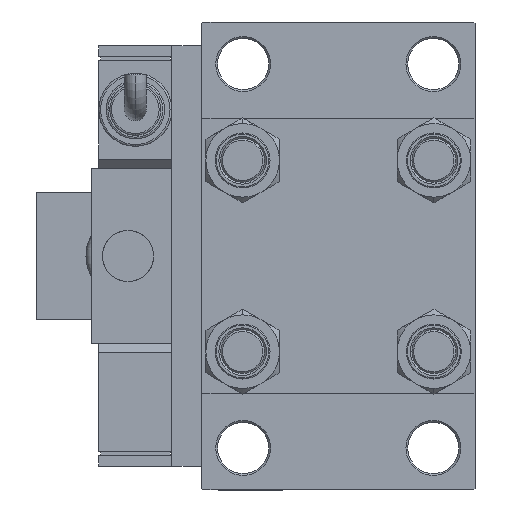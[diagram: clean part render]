
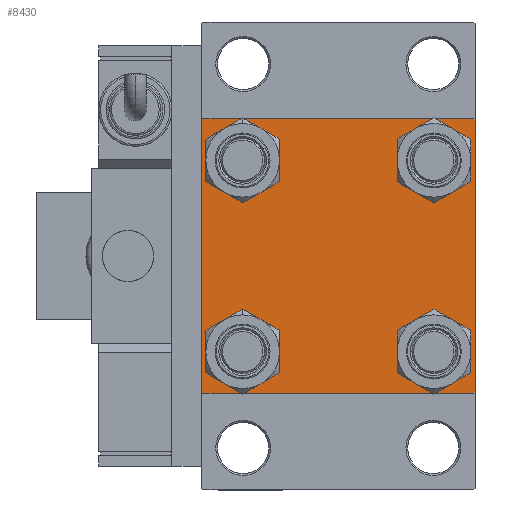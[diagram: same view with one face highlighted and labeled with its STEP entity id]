
A CAD part, left-side view. The second image highlights one B-rep face of the part: STEP entity #8430.
In plain terms, the highlighted planar face has unit normal (-1, 0, 0).
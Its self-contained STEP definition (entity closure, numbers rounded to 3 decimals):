
#722 = VERTEX_POINT ( 'NONE', #23062 ) ;
#2101 = FACE_BOUND ( 'NONE', #32243, .T. ) ;
#2302 = DIRECTION ( 'NONE',  ( 1., 0., 0. ) ) ;
#2354 = CIRCLE ( 'NONE', #18575, 6.5 ) ;
#2548 = LINE ( 'NONE', #10189, #46520 ) ;
#3079 = CARTESIAN_POINT ( 'NONE',  ( 0., -37.5, -37. ) ) ;
#3270 = EDGE_CURVE ( 'NONE', #45052, #42124, #5911, .T. ) ;
#3525 = VERTEX_POINT ( 'NONE', #22239 ) ;
#3678 = DIRECTION ( 'NONE',  ( 0., 0., 1. ) ) ;
#5667 = CARTESIAN_POINT ( 'NONE',  ( 0., 26.15, -32.65 ) ) ;
#5911 = LINE ( 'NONE', #40330, #25512 ) ;
#5958 = CARTESIAN_POINT ( 'NONE',  ( 0., 26.15, -19.65 ) ) ;
#5994 = CARTESIAN_POINT ( 'NONE',  ( 0., -37.5, 37.5 ) ) ;
#6279 = DIRECTION ( 'NONE',  ( 0., -0.707, -0.707 ) ) ;
#6601 = PLANE ( 'NONE',  #17516 ) ;
#6687 = LINE ( 'NONE', #45888, #46277 ) ;
#8430 = ADVANCED_FACE ( 'NONE', ( #2101, #53160, #53437, #31217, #45245 ), #6601, .T. ) ;
#8837 = ORIENTED_EDGE ( 'NONE', *, *, #27370, .T. ) ;
#8909 = VERTEX_POINT ( 'NONE', #3079 ) ;
#9599 = CARTESIAN_POINT ( 'NONE',  ( 0., 26.15, 19.65 ) ) ;
#9881 = VECTOR ( 'NONE', #37529, 1000. ) ;
#10189 = CARTESIAN_POINT ( 'NONE',  ( 0., 37.5, 37.5 ) ) ;
#11098 = DIRECTION ( 'NONE',  ( 1., 0., 0. ) ) ;
#11655 = CARTESIAN_POINT ( 'NONE',  ( 0., 26.15, -26.15 ) ) ;
#11805 = ORIENTED_EDGE ( 'NONE', *, *, #12389, .T. ) ;
#11872 = DIRECTION ( 'NONE',  ( 0., 0., 1. ) ) ;
#12159 = DIRECTION ( 'NONE',  ( 1., 0., 0. ) ) ;
#12389 = EDGE_CURVE ( 'NONE', #35932, #16703, #2354, .T. ) ;
#12540 = LINE ( 'NONE', #33999, #18449 ) ;
#12661 = ORIENTED_EDGE ( 'NONE', *, *, #52685, .F. ) ;
#13287 = AXIS2_PLACEMENT_3D ( 'NONE', #23948, #41132, #49314 ) ;
#13603 = AXIS2_PLACEMENT_3D ( 'NONE', #25152, #12159, #3678 ) ;
#13992 = DIRECTION ( 'NONE',  ( 0., 0., 1. ) ) ;
#14038 = CARTESIAN_POINT ( 'NONE',  ( 0., 37.5, -37.5 ) ) ;
#14198 = LINE ( 'NONE', #5994, #54746 ) ;
#14260 = CARTESIAN_POINT ( 'NONE',  ( 0., 0., 0. ) ) ;
#14477 = DIRECTION ( 'NONE',  ( 0., 0., 1. ) ) ;
#14759 = DIRECTION ( 'NONE',  ( 0., 0., -1. ) ) ;
#14867 = ORIENTED_EDGE ( 'NONE', *, *, #45212, .T. ) ;
#15043 = LINE ( 'NONE', #53661, #22468 ) ;
#16179 = DIRECTION ( 'NONE',  ( 0., 0., 1. ) ) ;
#16703 = VERTEX_POINT ( 'NONE', #5667 ) ;
#16995 = CARTESIAN_POINT ( 'NONE',  ( 0., -26.15, 19.65 ) ) ;
#17163 = ORIENTED_EDGE ( 'NONE', *, *, #28532, .T. ) ;
#17516 = AXIS2_PLACEMENT_3D ( 'NONE', #14260, #23845, #31491 ) ;
#18015 = ORIENTED_EDGE ( 'NONE', *, *, #54453, .T. ) ;
#18449 = VECTOR ( 'NONE', #50886, 1000. ) ;
#18575 = AXIS2_PLACEMENT_3D ( 'NONE', #11655, #11098, #16179 ) ;
#18780 = DIRECTION ( 'NONE',  ( 1., 0., 0. ) ) ;
#18811 = EDGE_CURVE ( 'NONE', #3525, #30277, #37564, .T. ) ;
#19746 = ORIENTED_EDGE ( 'NONE', *, *, #47071, .T. ) ;
#19783 = DIRECTION ( 'NONE',  ( 0., -1., 0. ) ) ;
#20033 = CARTESIAN_POINT ( 'NONE',  ( 0., 37.5, 37. ) ) ;
#20327 = CARTESIAN_POINT ( 'NONE',  ( 0., 37.5, 37.5 ) ) ;
#20435 = ORIENTED_EDGE ( 'NONE', *, *, #24565, .T. ) ;
#20460 = AXIS2_PLACEMENT_3D ( 'NONE', #53909, #2302, #54183 ) ;
#20798 = EDGE_CURVE ( 'NONE', #23397, #8909, #14198, .T. ) ;
#20970 = CARTESIAN_POINT ( 'NONE',  ( 0., -37.5, 37. ) ) ;
#21360 = CARTESIAN_POINT ( 'NONE',  ( 0., 37., 37.5 ) ) ;
#22239 = CARTESIAN_POINT ( 'NONE',  ( 0., -26.15, 32.65 ) ) ;
#22296 = ORIENTED_EDGE ( 'NONE', *, *, #46625, .T. ) ;
#22468 = VECTOR ( 'NONE', #6279, 1000. ) ;
#23062 = CARTESIAN_POINT ( 'NONE',  ( 0., 26.15, 32.65 ) ) ;
#23066 = LINE ( 'NONE', #14038, #53888 ) ;
#23397 = VERTEX_POINT ( 'NONE', #20970 ) ;
#23625 = EDGE_LOOP ( 'NONE', ( #14867, #20435 ) ) ;
#23845 = DIRECTION ( 'NONE',  ( -1., 0., 0. ) ) ;
#23948 = CARTESIAN_POINT ( 'NONE',  ( 0., 26.15, -26.15 ) ) ;
#24565 = EDGE_CURVE ( 'NONE', #40321, #50982, #49335, .T. ) ;
#24567 = LINE ( 'NONE', #20327, #9881 ) ;
#25058 = ORIENTED_EDGE ( 'NONE', *, *, #20798, .F. ) ;
#25074 = EDGE_CURVE ( 'NONE', #53596, #39829, #23066, .T. ) ;
#25152 = CARTESIAN_POINT ( 'NONE',  ( 0., -26.15, 26.15 ) ) ;
#25512 = VECTOR ( 'NONE', #43732, 1000. ) ;
#26780 = VERTEX_POINT ( 'NONE', #9599 ) ;
#26927 = CARTESIAN_POINT ( 'NONE',  ( 0., 37.5, -37. ) ) ;
#27236 = ORIENTED_EDGE ( 'NONE', *, *, #49805, .T. ) ;
#27313 = DIRECTION ( 'NONE',  ( 0., -1., 0. ) ) ;
#27318 = EDGE_CURVE ( 'NONE', #52763, #53596, #15043, .T. ) ;
#27370 = EDGE_CURVE ( 'NONE', #722, #26780, #49492, .T. ) ;
#28179 = CARTESIAN_POINT ( 'NONE',  ( 0., 37., -37.5 ) ) ;
#28532 = EDGE_CURVE ( 'NONE', #42124, #52763, #24567, .T. ) ;
#29479 = ORIENTED_EDGE ( 'NONE', *, *, #32452, .T. ) ;
#30081 = CIRCLE ( 'NONE', #32001, 6.5 ) ;
#30277 = VERTEX_POINT ( 'NONE', #16995 ) ;
#31217 = FACE_BOUND ( 'NONE', #37712, .T. ) ;
#31491 = DIRECTION ( 'NONE',  ( 0., 0., 1. ) ) ;
#32001 = AXIS2_PLACEMENT_3D ( 'NONE', #40987, #41817, #32276 ) ;
#32243 = EDGE_LOOP ( 'NONE', ( #43388, #29479 ) ) ;
#32276 = DIRECTION ( 'NONE',  ( 0., 0., 1. ) ) ;
#32452 = EDGE_CURVE ( 'NONE', #30277, #3525, #37901, .T. ) ;
#33332 = CARTESIAN_POINT ( 'NONE',  ( 0., -26.15, -26.15 ) ) ;
#33384 = EDGE_LOOP ( 'NONE', ( #11805, #18015 ) ) ;
#33999 = CARTESIAN_POINT ( 'NONE',  ( 0., -37.25, 37.25 ) ) ;
#34291 = CARTESIAN_POINT ( 'NONE',  ( 0., -26.15, -19.65 ) ) ;
#34668 = CIRCLE ( 'NONE', #55354, 6.5 ) ;
#34979 = AXIS2_PLACEMENT_3D ( 'NONE', #33332, #54739, #11872 ) ;
#35046 = ORIENTED_EDGE ( 'NONE', *, *, #27318, .T. ) ;
#35840 = CIRCLE ( 'NONE', #13287, 6.5 ) ;
#35930 = CARTESIAN_POINT ( 'NONE',  ( 0., 26.15, 26.15 ) ) ;
#35932 = VERTEX_POINT ( 'NONE', #5958 ) ;
#37529 = DIRECTION ( 'NONE',  ( 0., 0., -1. ) ) ;
#37564 = CIRCLE ( 'NONE', #20460, 6.5 ) ;
#37611 = EDGE_LOOP ( 'NONE', ( #17163, #35046, #53849, #19746, #25058, #27236, #12661, #41112 ) ) ;
#37712 = EDGE_LOOP ( 'NONE', ( #8837, #22296 ) ) ;
#37901 = CIRCLE ( 'NONE', #13603, 6.5 ) ;
#38310 = VERTEX_POINT ( 'NONE', #54954 ) ;
#39829 = VERTEX_POINT ( 'NONE', #53720 ) ;
#40321 = VERTEX_POINT ( 'NONE', #40841 ) ;
#40330 = CARTESIAN_POINT ( 'NONE',  ( 0., 37.25, 37.25 ) ) ;
#40841 = CARTESIAN_POINT ( 'NONE',  ( 0., -26.15, -32.65 ) ) ;
#40987 = CARTESIAN_POINT ( 'NONE',  ( 0., 26.15, 26.15 ) ) ;
#41112 = ORIENTED_EDGE ( 'NONE', *, *, #3270, .T. ) ;
#41132 = DIRECTION ( 'NONE',  ( 1., 0., 0. ) ) ;
#41656 = DIRECTION ( 'NONE',  ( 0., -0.707, 0.707 ) ) ;
#41817 = DIRECTION ( 'NONE',  ( 1., 0., 0. ) ) ;
#42124 = VERTEX_POINT ( 'NONE', #20033 ) ;
#43388 = ORIENTED_EDGE ( 'NONE', *, *, #18811, .T. ) ;
#43732 = DIRECTION ( 'NONE',  ( 0., 0.707, -0.707 ) ) ;
#45052 = VERTEX_POINT ( 'NONE', #21360 ) ;
#45212 = EDGE_CURVE ( 'NONE', #50982, #40321, #34668, .T. ) ;
#45245 = FACE_OUTER_BOUND ( 'NONE', #37611, .T. ) ;
#45888 = CARTESIAN_POINT ( 'NONE',  ( 0., -37.25, -37.25 ) ) ;
#46277 = VECTOR ( 'NONE', #41656, 1000. ) ;
#46520 = VECTOR ( 'NONE', #19783, 1000. ) ;
#46625 = EDGE_CURVE ( 'NONE', #26780, #722, #30081, .T. ) ;
#47071 = EDGE_CURVE ( 'NONE', #39829, #8909, #6687, .T. ) ;
#48571 = AXIS2_PLACEMENT_3D ( 'NONE', #35930, #53108, #14477 ) ;
#49314 = DIRECTION ( 'NONE',  ( 0., 0., 1. ) ) ;
#49335 = CIRCLE ( 'NONE', #34979, 6.5 ) ;
#49492 = CIRCLE ( 'NONE', #48571, 6.5 ) ;
#49805 = EDGE_CURVE ( 'NONE', #23397, #38310, #12540, .T. ) ;
#50886 = DIRECTION ( 'NONE',  ( 0., 0.707, 0.707 ) ) ;
#50982 = VERTEX_POINT ( 'NONE', #34291 ) ;
#52685 = EDGE_CURVE ( 'NONE', #45052, #38310, #2548, .T. ) ;
#52763 = VERTEX_POINT ( 'NONE', #26927 ) ;
#52895 = CARTESIAN_POINT ( 'NONE',  ( 0., -26.15, -26.15 ) ) ;
#53108 = DIRECTION ( 'NONE',  ( 1., 0., 0. ) ) ;
#53160 = FACE_BOUND ( 'NONE', #23625, .T. ) ;
#53437 = FACE_BOUND ( 'NONE', #33384, .T. ) ;
#53596 = VERTEX_POINT ( 'NONE', #28179 ) ;
#53661 = CARTESIAN_POINT ( 'NONE',  ( 0., 37.25, -37.25 ) ) ;
#53720 = CARTESIAN_POINT ( 'NONE',  ( 0., -37., -37.5 ) ) ;
#53849 = ORIENTED_EDGE ( 'NONE', *, *, #25074, .T. ) ;
#53888 = VECTOR ( 'NONE', #27313, 1000. ) ;
#53909 = CARTESIAN_POINT ( 'NONE',  ( 0., -26.15, 26.15 ) ) ;
#54183 = DIRECTION ( 'NONE',  ( 0., 0., 1. ) ) ;
#54453 = EDGE_CURVE ( 'NONE', #16703, #35932, #35840, .T. ) ;
#54739 = DIRECTION ( 'NONE',  ( 1., 0., 0. ) ) ;
#54746 = VECTOR ( 'NONE', #14759, 1000. ) ;
#54954 = CARTESIAN_POINT ( 'NONE',  ( 0., -37., 37.5 ) ) ;
#55354 = AXIS2_PLACEMENT_3D ( 'NONE', #52895, #18780, #13992 ) ;
